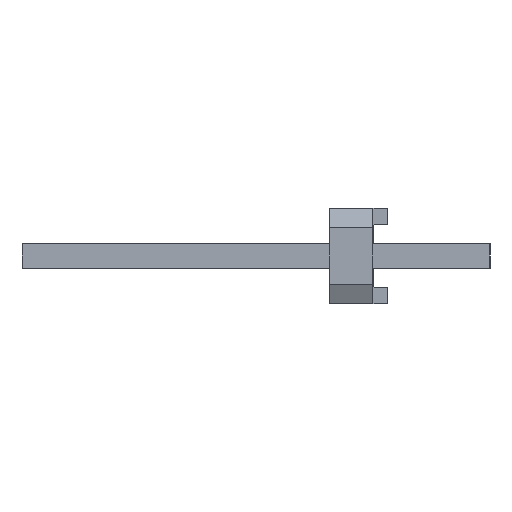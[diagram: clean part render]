
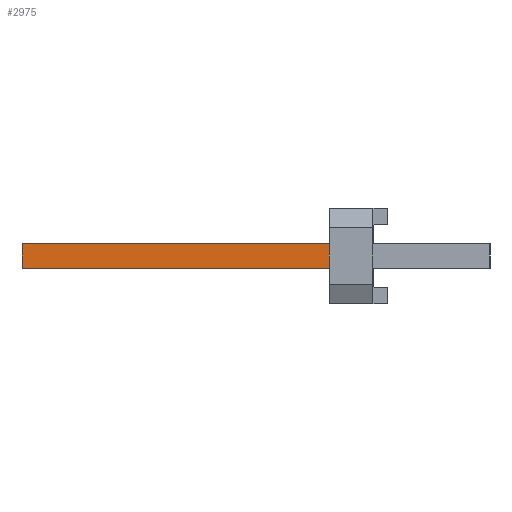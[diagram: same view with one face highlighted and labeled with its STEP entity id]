
A CAD part, left-side view. The second image highlights one B-rep face of the part: STEP entity #2975.
In plain terms, the highlighted planar face has unit normal (-1, 0, 0).
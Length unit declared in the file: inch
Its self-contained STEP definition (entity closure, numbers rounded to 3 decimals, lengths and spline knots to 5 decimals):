
#731=ORIENTED_EDGE('',*,*,#1233,.F.);
#732=ORIENTED_EDGE('',*,*,#1196,.F.);
#733=ORIENTED_EDGE('',*,*,#1226,.T.);
#734=ORIENTED_EDGE('',*,*,#1211,.T.);
#1196=EDGE_CURVE('',#1492,#1489,#1874,.T.);
#1211=EDGE_CURVE('',#1508,#1507,#1889,.T.);
#1226=EDGE_CURVE('',#1492,#1508,#1904,.T.);
#1233=EDGE_CURVE('',#1489,#1507,#1911,.T.);
#1489=VERTEX_POINT('',#4597);
#1492=VERTEX_POINT('',#4602);
#1507=VERTEX_POINT('',#4636);
#1508=VERTEX_POINT('',#4638);
#1874=LINE('',#4603,#2284);
#1889=LINE('',#4637,#2299);
#1904=LINE('',#4669,#2314);
#1911=LINE('',#4680,#2321);
#2284=VECTOR('',#3770,39.37008);
#2299=VECTOR('',#3793,39.37008);
#2314=VECTOR('',#3816,39.37008);
#2321=VECTOR('',#3831,39.37008);
#2489=EDGE_LOOP('',(#731,#732,#733,#734));
#2659=FACE_BOUND('',#2489,.T.);
#2821=PLANE('',#3156);
#2975=ADVANCED_FACE('',(#2659),#2821,.F.);
#3156=AXIS2_PLACEMENT_3D('',#4679,#3829,#3830);
#3770=DIRECTION('',(0.,-1.,0.));
#3793=DIRECTION('',(0.,-1.,0.));
#3816=DIRECTION('',(0.,0.,-1.));
#3829=DIRECTION('',(1.,0.,0.));
#3830=DIRECTION('',(0.,0.,-1.));
#3831=DIRECTION('',(0.,0.,-1.));
#4597=CARTESIAN_POINT('',(-0.1625,0.13,0.0125));
#4602=CARTESIAN_POINT('',(-0.1625,0.48,0.0125));
#4603=CARTESIAN_POINT('',(-0.1625,0.48,0.0125));
#4636=CARTESIAN_POINT('',(-0.1625,0.13,-0.0125));
#4637=CARTESIAN_POINT('',(-0.1625,0.48,-0.0125));
#4638=CARTESIAN_POINT('',(-0.1625,0.48,-0.0125));
#4669=CARTESIAN_POINT('',(-0.1625,0.48,0.0125));
#4679=CARTESIAN_POINT('',(-0.1625,0.48,0.0125));
#4680=CARTESIAN_POINT('',(-0.1625,0.13,0.0125));
